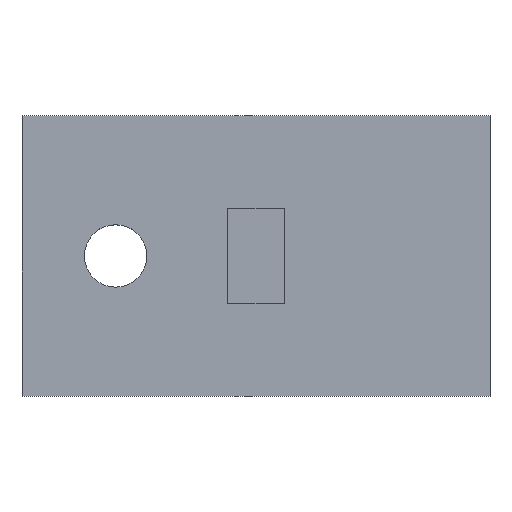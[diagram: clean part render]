
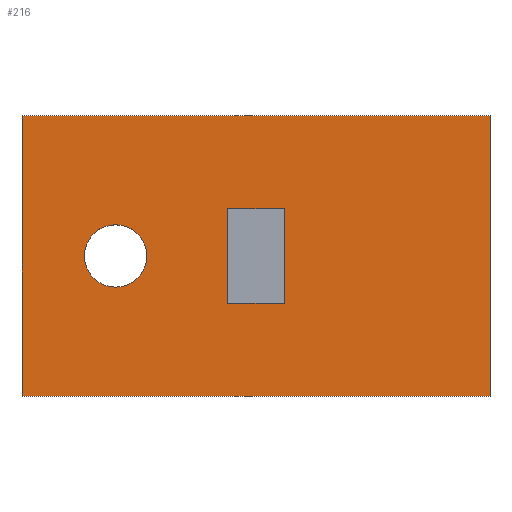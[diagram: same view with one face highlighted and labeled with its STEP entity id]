
A CAD part, top view. The second image highlights one B-rep face of the part: STEP entity #216.
In plain terms, the highlighted planar face has unit normal (0, 0, 1).
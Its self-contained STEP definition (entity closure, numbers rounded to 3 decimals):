
#21=CIRCLE('',#240,1.);
#46=ORIENTED_EDGE('',*,*,#89,.F.);
#47=ORIENTED_EDGE('',*,*,#90,.F.);
#48=ORIENTED_EDGE('',*,*,#91,.F.);
#49=ORIENTED_EDGE('',*,*,#92,.F.);
#50=ORIENTED_EDGE('',*,*,#86,.T.);
#51=ORIENTED_EDGE('',*,*,#75,.T.);
#52=ORIENTED_EDGE('',*,*,#79,.T.);
#53=ORIENTED_EDGE('',*,*,#82,.T.);
#54=ORIENTED_EDGE('',*,*,#87,.T.);
#75=EDGE_CURVE('',#101,#102,#119,.T.);
#79=EDGE_CURVE('',#102,#105,#123,.T.);
#82=EDGE_CURVE('',#105,#107,#126,.T.);
#86=EDGE_CURVE('',#110,#110,#21,.T.);
#87=EDGE_CURVE('',#107,#101,#129,.T.);
#89=EDGE_CURVE('',#111,#112,#131,.T.);
#90=EDGE_CURVE('',#113,#111,#132,.T.);
#91=EDGE_CURVE('',#114,#113,#133,.T.);
#92=EDGE_CURVE('',#112,#114,#134,.T.);
#101=VERTEX_POINT('',#306);
#102=VERTEX_POINT('',#307);
#105=VERTEX_POINT('',#315);
#107=VERTEX_POINT('',#321);
#110=VERTEX_POINT('',#329);
#111=VERTEX_POINT('',#336);
#112=VERTEX_POINT('',#337);
#113=VERTEX_POINT('',#339);
#114=VERTEX_POINT('',#341);
#119=LINE('',#305,#143);
#123=LINE('',#314,#147);
#126=LINE('',#320,#150);
#129=LINE('',#331,#153);
#131=LINE('',#335,#155);
#132=LINE('',#338,#156);
#133=LINE('',#340,#157);
#134=LINE('',#342,#158);
#143=VECTOR('',#253,1000.);
#147=VECTOR('',#259,1000.);
#150=VECTOR('',#264,1000.);
#153=VECTOR('',#275,1000.);
#155=VECTOR('',#281,1000.);
#156=VECTOR('',#282,1000.);
#157=VECTOR('',#283,1000.);
#158=VECTOR('',#284,1000.);
#175=EDGE_LOOP('',(#46,#47,#48,#49));
#176=EDGE_LOOP('',(#50));
#177=EDGE_LOOP('',(#51,#52,#53,#54));
#191=FACE_BOUND('',#175,.T.);
#192=FACE_BOUND('',#176,.T.);
#193=FACE_BOUND('',#177,.T.);
#204=PLANE('',#243);
#216=ADVANCED_FACE('',(#191,#192,#193),#204,.T.);
#240=AXIS2_PLACEMENT_3D('',#328,#271,#272);
#243=AXIS2_PLACEMENT_3D('',#334,#279,#280);
#253=DIRECTION('',(0.,-1.,0.));
#259=DIRECTION('',(1.,0.,0.));
#264=DIRECTION('',(0.,1.,0.));
#271=DIRECTION('',(0.,0.,-1.));
#272=DIRECTION('',(1.,0.,0.));
#275=DIRECTION('',(-1.,0.,0.));
#279=DIRECTION('',(0.,0.,1.));
#280=DIRECTION('',(1.,0.,0.));
#281=DIRECTION('',(1.,0.,0.));
#282=DIRECTION('',(0.,-1.,0.));
#283=DIRECTION('',(-1.,0.,0.));
#284=DIRECTION('',(0.,1.,0.));
#305=CARTESIAN_POINT('',(-7.5,4.5,0.));
#306=CARTESIAN_POINT('',(-7.5,4.5,0.));
#307=CARTESIAN_POINT('',(-7.5,-4.5,0.));
#314=CARTESIAN_POINT('',(-7.5,-4.5,0.));
#315=CARTESIAN_POINT('',(7.5,-4.5,0.));
#320=CARTESIAN_POINT('',(7.5,-4.5,0.));
#321=CARTESIAN_POINT('',(7.5,4.5,0.));
#328=CARTESIAN_POINT('',(-4.5,0.,0.));
#329=CARTESIAN_POINT('',(-3.5,0.,0.));
#331=CARTESIAN_POINT('',(7.5,4.5,0.));
#334=CARTESIAN_POINT('',(0.,0.,0.));
#335=CARTESIAN_POINT('',(-0.898,-1.514,0.));
#336=CARTESIAN_POINT('',(-0.898,-1.514,0.));
#337=CARTESIAN_POINT('',(0.898,-1.514,0.));
#338=CARTESIAN_POINT('',(-0.898,1.514,0.));
#339=CARTESIAN_POINT('',(-0.898,1.514,0.));
#340=CARTESIAN_POINT('',(0.898,1.514,0.));
#341=CARTESIAN_POINT('',(0.898,1.514,0.));
#342=CARTESIAN_POINT('',(0.898,-1.514,0.));
